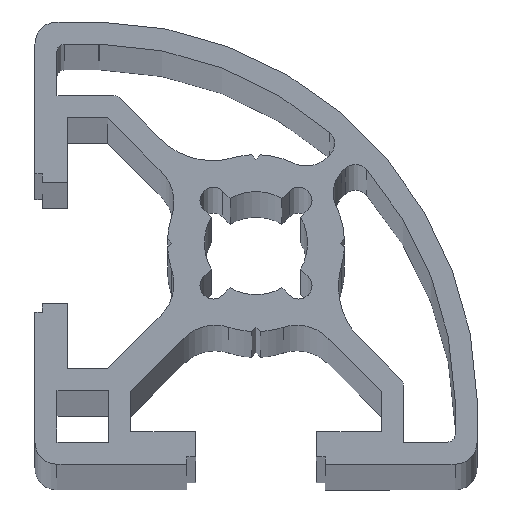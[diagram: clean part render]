
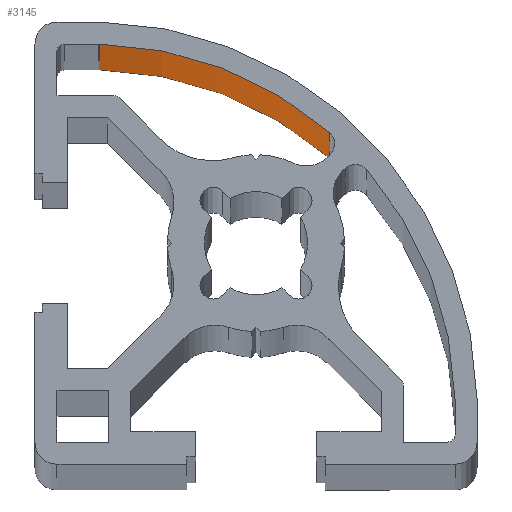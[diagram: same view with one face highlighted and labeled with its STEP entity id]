
A CAD part, top view. The second image highlights one B-rep face of the part: STEP entity #3145.
In plain terms, the highlighted cylindrical face has radius 24.606 mm (diameter 49.212 mm), a partial arc.
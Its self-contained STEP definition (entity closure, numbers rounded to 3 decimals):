
#23 = EDGE_CURVE ( 'NONE', #2050, #1666, #975, .T. ) ;
#131 = DIRECTION ( 'NONE',  ( 0., 0., -1. ) ) ;
#233 = CARTESIAN_POINT ( 'NONE',  ( -11.101, -11.101, 1000. ) ) ;
#247 = VERTEX_POINT ( 'NONE', #1381 ) ;
#382 = EDGE_LOOP ( 'NONE', ( #575, #2827, #1918, #1321 ) ) ;
#427 = EDGE_CURVE ( 'NONE', #2050, #247, #1818, .T. ) ;
#440 = DIRECTION ( 'NONE',  ( 0., 0., 1. ) ) ;
#450 = AXIS2_PLACEMENT_3D ( 'NONE', #2096, #440, #2365 ) ;
#453 = CARTESIAN_POINT ( 'NONE',  ( 5., 7.506, 1000. ) ) ;
#535 = DIRECTION ( 'NONE',  ( -1., 0., 0. ) ) ;
#538 = EDGE_CURVE ( 'NONE', #1666, #2301, #1648, .T. ) ;
#575 = ORIENTED_EDGE ( 'NONE', *, *, #538, .F. ) ;
#975 = LINE ( 'NONE', #453, #2988 ) ;
#1053 = DIRECTION ( 'NONE',  ( 0., 0., -1. ) ) ;
#1202 = DIRECTION ( 'NONE',  ( 0., 0., 1. ) ) ;
#1298 = LINE ( 'NONE', #3487, #2663 ) ;
#1321 = ORIENTED_EDGE ( 'NONE', *, *, #1651, .T. ) ;
#1332 = CARTESIAN_POINT ( 'NONE',  ( 5., 7.506, 0. ) ) ;
#1381 = CARTESIAN_POINT ( 'NONE',  ( -10.622, 13.5, 1000. ) ) ;
#1535 = FACE_OUTER_BOUND ( 'NONE', #382, .T. ) ;
#1648 = CIRCLE ( 'NONE', #450, 24.606 ) ;
#1651 = EDGE_CURVE ( 'NONE', #247, #2301, #1298, .T. ) ;
#1666 = VERTEX_POINT ( 'NONE', #1332 ) ;
#1776 = CARTESIAN_POINT ( 'NONE',  ( 5., 7.506, 1000. ) ) ;
#1818 = CIRCLE ( 'NONE', #2185, 24.606 ) ;
#1918 = ORIENTED_EDGE ( 'NONE', *, *, #427, .T. ) ;
#2050 = VERTEX_POINT ( 'NONE', #1776 ) ;
#2079 = CYLINDRICAL_SURFACE ( 'NONE', #3310, 24.606 ) ;
#2096 = CARTESIAN_POINT ( 'NONE',  ( -11.101, -11.101, 0. ) ) ;
#2185 = AXIS2_PLACEMENT_3D ( 'NONE', #2837, #1202, #2863 ) ;
#2186 = DIRECTION ( 'NONE',  ( 0., 0., -1. ) ) ;
#2301 = VERTEX_POINT ( 'NONE', #3416 ) ;
#2365 = DIRECTION ( 'NONE',  ( 1., 0., 0. ) ) ;
#2663 = VECTOR ( 'NONE', #1053, 1000. ) ;
#2827 = ORIENTED_EDGE ( 'NONE', *, *, #23, .F. ) ;
#2837 = CARTESIAN_POINT ( 'NONE',  ( -11.101, -11.101, 1000. ) ) ;
#2863 = DIRECTION ( 'NONE',  ( 1., 0., 0. ) ) ;
#2988 = VECTOR ( 'NONE', #131, 1000. ) ;
#3145 = ADVANCED_FACE ( 'NONE', ( #1535 ), #2079, .F. ) ;
#3310 = AXIS2_PLACEMENT_3D ( 'NONE', #233, #2186, #535 ) ;
#3416 = CARTESIAN_POINT ( 'NONE',  ( -10.622, 13.5, 0. ) ) ;
#3487 = CARTESIAN_POINT ( 'NONE',  ( -10.622, 13.5, 1000. ) ) ;
